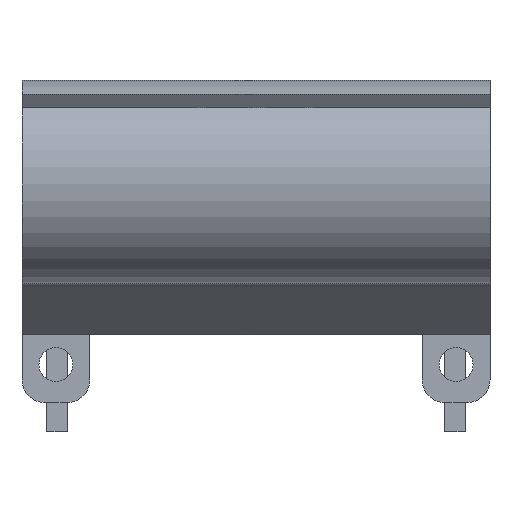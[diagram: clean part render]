
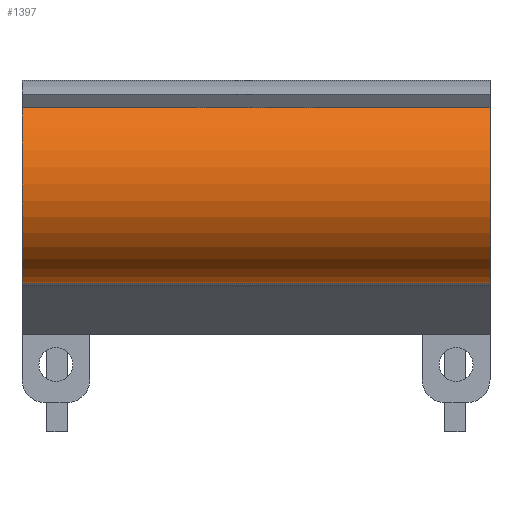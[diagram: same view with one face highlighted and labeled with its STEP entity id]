
A CAD part, top view. The second image highlights one B-rep face of the part: STEP entity #1397.
In plain terms, the highlighted cylindrical face has radius 9 mm (diameter 18 mm), a partial arc.
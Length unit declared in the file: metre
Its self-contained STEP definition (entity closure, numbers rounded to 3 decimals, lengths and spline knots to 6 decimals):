
#36=CYLINDRICAL_SURFACE('',#1544,0.009);
#55=CIRCLE('',#1445,0.009);
#68=CIRCLE('',#1459,0.009);
#359=ORIENTED_EDGE('',*,*,#690,.F.);
#360=ORIENTED_EDGE('',*,*,#537,.T.);
#361=ORIENTED_EDGE('',*,*,#691,.T.);
#362=ORIENTED_EDGE('',*,*,#566,.F.);
#537=EDGE_CURVE('',#735,#734,#55,.T.);
#566=EDGE_CURVE('',#760,#761,#68,.T.);
#690=EDGE_CURVE('',#735,#760,#965,.T.);
#691=EDGE_CURVE('',#734,#761,#966,.T.);
#734=VERTEX_POINT('',#2038);
#735=VERTEX_POINT('',#2040);
#760=VERTEX_POINT('',#2094);
#761=VERTEX_POINT('',#2096);
#965=LINE('',#2345,#1096);
#966=LINE('',#2346,#1097);
#1096=VECTOR('',#1916,1.);
#1097=VECTOR('',#1917,1.);
#1179=EDGE_LOOP('',(#359,#360,#361,#362));
#1278=FACE_BOUND('',#1179,.T.);
#1397=ADVANCED_FACE('',(#1278),#36,.T.);
#1445=AXIS2_PLACEMENT_3D('',#2039,#1616,#1617);
#1459=AXIS2_PLACEMENT_3D('',#2095,#1660,#1661);
#1544=AXIS2_PLACEMENT_3D('',#2344,#1914,#1915);
#1616=DIRECTION('',(1.,0.,0.));
#1617=DIRECTION('',(0.,0.,-1.));
#1660=DIRECTION('',(1.,0.,0.));
#1661=DIRECTION('',(0.,0.,-1.));
#1914=DIRECTION('',(1.,0.,0.));
#1915=DIRECTION('',(0.,0.,-1.));
#1916=DIRECTION('',(1.,0.,0.));
#1917=DIRECTION('',(1.,0.,0.));
#2038=CARTESIAN_POINT('',(-0.0207,-0.001493,0.042448));
#2039=CARTESIAN_POINT('',(-0.0207,0.0075,0.0421));
#2040=CARTESIAN_POINT('',(-0.0207,0.014066,0.048255));
#2094=CARTESIAN_POINT('',(0.0207,0.014066,0.048255));
#2095=CARTESIAN_POINT('',(0.0207,0.0075,0.0421));
#2096=CARTESIAN_POINT('',(0.0207,-0.001493,0.042448));
#2344=CARTESIAN_POINT('',(0.,0.0075,0.0421));
#2345=CARTESIAN_POINT('',(0.,0.014066,0.048255));
#2346=CARTESIAN_POINT('',(0.,-0.001493,0.042448));
